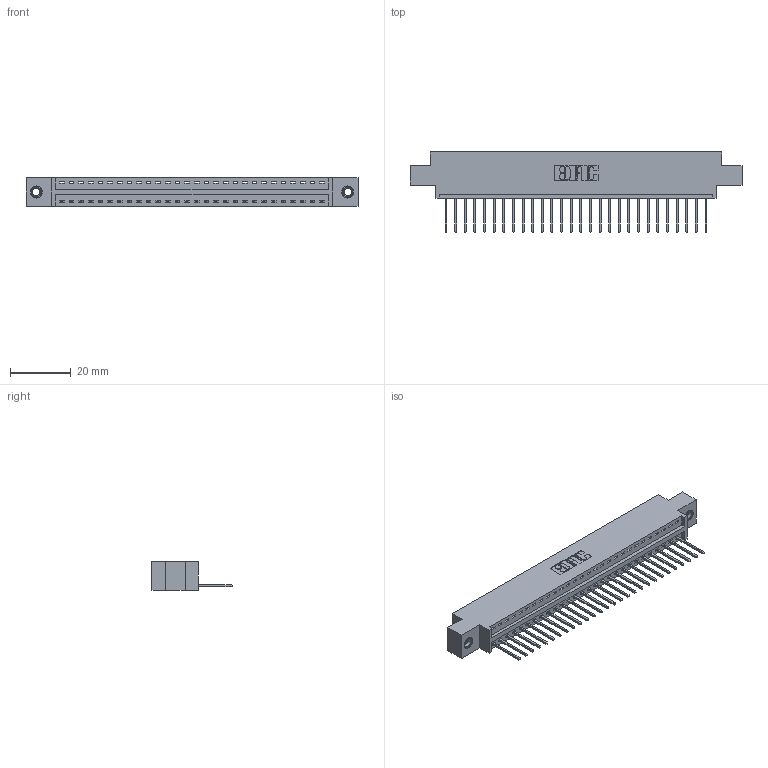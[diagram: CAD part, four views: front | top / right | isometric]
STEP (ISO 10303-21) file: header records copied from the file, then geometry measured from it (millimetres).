
FILE_DESCRIPTION (( 'STEP AP203' ), '1' );
FILE_NAME ('346-028-522-607.STEP', '2022-05-06T06:46:02', ( '' ), ( '' ), 'SwSTEP 2.0', 'SolidWorks 2020', '' );
FILE_SCHEMA (( 'CONFIG_CONTROL_DESIGN' ));
Length unit declared in the file: inch
Products named in the file (4): 345-292-001_345-293-122; 346-028-522-607; 346 Part_0.170 Offset - 0.156 Dia-TI; 345-250-001_345-250-005-103
Assembly tree (31 placements, depth 2):
  346-028-522-607
    346 Part_0.170 Offset - 0.156 Dia-TI
    345-292-001_345-293-122  x28
    345-250-001_345-250-005-103  x2
Bounding box: 109.47 x 26.42 x 9.4 mm (x, y, z)
Volume: 10218 mm3; surface area: 12918.2 mm2
Topology: 31 solids, 31 shells, 1810 faces, 5405 edges, 3558 vertices
Faces by surface type: plane 1232, cylinder 562, cone 12, torus 4
Entity records: 20598 total; most frequent: CARTESIAN_POINT 3519, ORIENTED_EDGE 3474, DIRECTION 3147, EDGE_CURVE 1737, VECTOR 1473, LINE 1473, VERTEX_POINT 1152, AXIS2_PLACEMENT_3D 837
